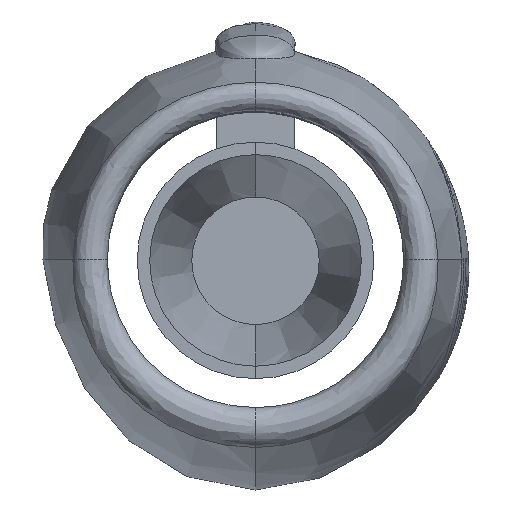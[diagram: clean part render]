
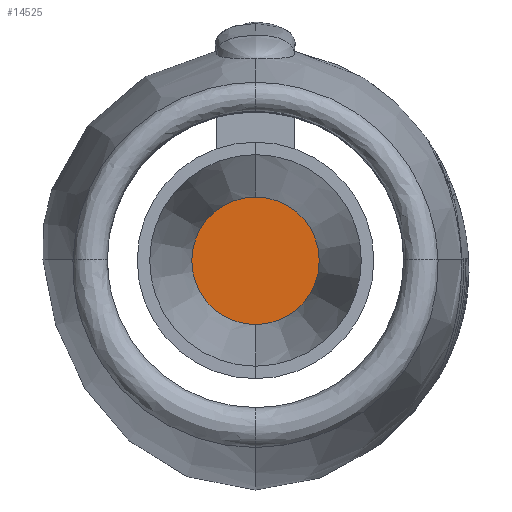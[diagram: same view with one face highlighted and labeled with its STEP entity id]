
A CAD part, top view. The second image highlights one B-rep face of the part: STEP entity #14525.
In plain terms, the highlighted planar face has unit normal (0, 0, 1).
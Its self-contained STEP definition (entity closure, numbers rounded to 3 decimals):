
#14351 = CONICAL_SURFACE('',#14352,448.386,0.188);
#14352 = AXIS2_PLACEMENT_3D('',#14353,#14354,#14355);
#14353 = CARTESIAN_POINT('',(5717.298,1544.124,
    -8288.59));
#14354 = DIRECTION('',(0.,0.,1.));
#14355 = DIRECTION('',(0.,1.,0.));
#14402 = CONICAL_SURFACE('',#14403,448.386,0.188);
#14403 = AXIS2_PLACEMENT_3D('',#14404,#14405,#14406);
#14404 = CARTESIAN_POINT('',(5717.298,1544.124,
    -8288.59));
#14405 = DIRECTION('',(0.,0.,1.));
#14406 = DIRECTION('',(0.,1.,0.));
#14421 = VERTEX_POINT('',#14422);
#14422 = CARTESIAN_POINT('',(5717.298,1881.213,
    -8873.645));
#14445 = VERTEX_POINT('',#14446);
#14446 = CARTESIAN_POINT('',(5717.298,1207.035,
    -8873.645));
#14467 = EDGE_CURVE('',#14421,#14445,#14468,.T.);
#14468 = SURFACE_CURVE('',#14469,(#14474,#14481),.PCURVE_S1.);
#14469 = CIRCLE('',#14470,337.089);
#14470 = AXIS2_PLACEMENT_3D('',#14471,#14472,#14473);
#14471 = CARTESIAN_POINT('',(5717.298,1544.124,
    -8873.645));
#14472 = DIRECTION('',(0.,0.,-1.));
#14473 = DIRECTION('',(0.,1.,0.));
#14474 = PCURVE('',#14402,#14475);
#14475 = DEFINITIONAL_REPRESENTATION('',(#14476),#14480);
#14476 = LINE('',#14477,#14478);
#14477 = CARTESIAN_POINT('',(6.283,-585.055));
#14478 = VECTOR('',#14479,1.);
#14479 = DIRECTION('',(-1.,0.));
#14480 = ( GEOMETRIC_REPRESENTATION_CONTEXT(2) 
PARAMETRIC_REPRESENTATION_CONTEXT() REPRESENTATION_CONTEXT('2D SPACE',''
  ) );
#14481 = PCURVE('',#14482,#14487);
#14482 = PLANE('',#14483);
#14483 = AXIS2_PLACEMENT_3D('',#14484,#14485,#14486);
#14484 = CARTESIAN_POINT('',(5717.298,1544.124,
    -8873.645));
#14485 = DIRECTION('',(0.,0.,-1.));
#14486 = DIRECTION('',(0.,-1.,0.));
#14487 = DEFINITIONAL_REPRESENTATION('',(#14488),#14492);
#14488 = CIRCLE('',#14489,337.089);
#14489 = AXIS2_PLACEMENT_2D('',#14490,#14491);
#14490 = CARTESIAN_POINT('',(0.,0.));
#14491 = DIRECTION('',(-1.,-0.));
#14492 = ( GEOMETRIC_REPRESENTATION_CONTEXT(2) 
PARAMETRIC_REPRESENTATION_CONTEXT() REPRESENTATION_CONTEXT('2D SPACE',''
  ) );
#14498 = EDGE_CURVE('',#14421,#14445,#14499,.T.);
#14499 = SURFACE_CURVE('',#14500,(#14505,#14512),.PCURVE_S1.);
#14500 = CIRCLE('',#14501,337.089);
#14501 = AXIS2_PLACEMENT_3D('',#14502,#14503,#14504);
#14502 = CARTESIAN_POINT('',(5717.298,1544.124,
    -8873.645));
#14503 = DIRECTION('',(0.,-0.,1.));
#14504 = DIRECTION('',(0.,1.,0.));
#14505 = PCURVE('',#14351,#14506);
#14506 = DEFINITIONAL_REPRESENTATION('',(#14507),#14511);
#14507 = LINE('',#14508,#14509);
#14508 = CARTESIAN_POINT('',(0.,-585.055));
#14509 = VECTOR('',#14510,1.);
#14510 = DIRECTION('',(1.,0.));
#14511 = ( GEOMETRIC_REPRESENTATION_CONTEXT(2) 
PARAMETRIC_REPRESENTATION_CONTEXT() REPRESENTATION_CONTEXT('2D SPACE',''
  ) );
#14512 = PCURVE('',#14482,#14513);
#14513 = DEFINITIONAL_REPRESENTATION('',(#14514),#14522);
#14514 = ( BOUNDED_CURVE() B_SPLINE_CURVE(2,(#14515,#14516,#14517,#14518
    ,#14519,#14520,#14521),.UNSPECIFIED.,.T.,.F.) 
B_SPLINE_CURVE_WITH_KNOTS((1,2,2,2,2,1),(-2.094,0.,
    2.094,4.189,6.283,8.378),
.UNSPECIFIED.) CURVE() GEOMETRIC_REPRESENTATION_ITEM() 
RATIONAL_B_SPLINE_CURVE((1.,0.5,1.,0.5,1.,0.5,1.)) REPRESENTATION_ITEM(
  '') );
#14515 = CARTESIAN_POINT('',(-337.089,0.));
#14516 = CARTESIAN_POINT('',(-337.089,583.855));
#14517 = CARTESIAN_POINT('',(168.544,291.927));
#14518 = CARTESIAN_POINT('',(674.177,0.));
#14519 = CARTESIAN_POINT('',(168.544,-291.927));
#14520 = CARTESIAN_POINT('',(-337.089,-583.855));
#14521 = CARTESIAN_POINT('',(-337.089,0.));
#14522 = ( GEOMETRIC_REPRESENTATION_CONTEXT(2) 
PARAMETRIC_REPRESENTATION_CONTEXT() REPRESENTATION_CONTEXT('2D SPACE',''
  ) );
#14525 = ADVANCED_FACE('',(#14526),#14482,.F.);
#14526 = FACE_BOUND('',#14527,.F.);
#14527 = EDGE_LOOP('',(#14528,#14529));
#14528 = ORIENTED_EDGE('',*,*,#14498,.F.);
#14529 = ORIENTED_EDGE('',*,*,#14467,.T.);
